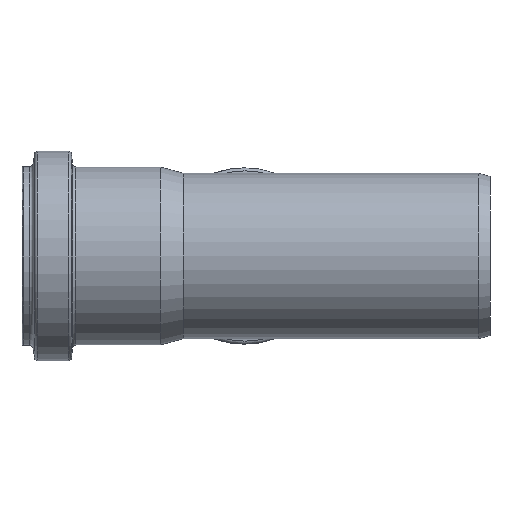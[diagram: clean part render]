
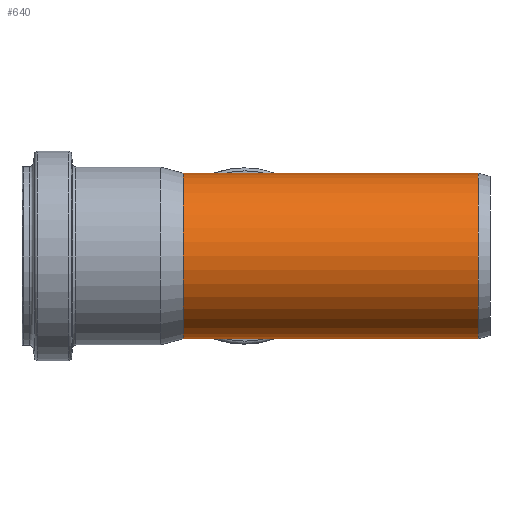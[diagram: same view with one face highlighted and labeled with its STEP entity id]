
A CAD part, left-side view. The second image highlights one B-rep face of the part: STEP entity #640.
In plain terms, the highlighted cylindrical face has radius 25.1 mm (diameter 50.2 mm), a full revolution.
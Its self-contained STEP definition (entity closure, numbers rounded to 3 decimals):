
#68=FACE_BOUND('',#243,.T.);
#118=CYLINDRICAL_SURFACE('',#729,25.1);
#157=FACE_OUTER_BOUND('',#242,.T.);
#242=EDGE_LOOP('',(#552,#553,#554));
#243=EDGE_LOOP('',(#555));
#299=CIRCLE('',#673,25.1);
#328=CIRCLE('',#730,25.1);
#354=B_SPLINE_CURVE_WITH_KNOTS('',3,(#1181,#1182,#1183,#1184,#1185,#1186,
#1187,#1188,#1189,#1190,#1191,#1192,#1193,#1194,#1195,#1196,#1197,#1198,
#1199,#1200,#1201,#1202,#1203,#1204,#1205,#1206,#1207,#1208,#1209,#1210,
#1211,#1212,#1213,#1214,#1215,#1216,#1217,#1218,#1219,#1220,#1221,#1222,
#1223,#1224,#1225,#1226,#1227,#1228,#1229,#1230,#1231,#1232),
 .UNSPECIFIED.,.F.,.F.,(4,3,3,3,3,3,3,3,3,3,3,3,3,3,3,3,3,4),(-9.245,
-8.636,-8.019,-7.403,-6.786,
-6.477,-6.169,-5.86,-5.552,
-4.935,-4.318,-3.701,-3.084,
-2.468,-1.851,-0.925,-0.463,
0.),.UNSPECIFIED.);
#358=B_SPLINE_CURVE_WITH_KNOTS('',3,(#1305,#1306,#1307,#1308,#1309,#1310,
#1311,#1312,#1313,#1314,#1315),.UNSPECIFIED.,.F.,.F.,(4,3,1,1,1,1,4),(-12.954,
-12.954,-12.492,-12.029,-11.104,
-10.487,-10.084),.UNSPECIFIED.);
#360=VERTEX_POINT('',#1138);
#361=VERTEX_POINT('',#1139);
#362=VERTEX_POINT('',#1180);
#395=VERTEX_POINT('',#1471);
#421=EDGE_CURVE('',#360,#362,#354,.T.);
#426=EDGE_CURVE('',#362,#361,#358,.T.);
#428=EDGE_CURVE('',#360,#361,#299,.T.);
#458=EDGE_CURVE('',#395,#395,#328,.T.);
#552=ORIENTED_EDGE('',*,*,#421,.F.);
#553=ORIENTED_EDGE('',*,*,#428,.T.);
#554=ORIENTED_EDGE('',*,*,#426,.F.);
#555=ORIENTED_EDGE('',*,*,#458,.F.);
#640=ADVANCED_FACE('',(#157,#68),#118,.T.);
#673=AXIS2_PLACEMENT_3D('',#1319,#791,#792);
#729=AXIS2_PLACEMENT_3D('',#1470,#903,#904);
#730=AXIS2_PLACEMENT_3D('',#1472,#905,#906);
#791=DIRECTION('center_axis',(0.,-1.,0.));
#792=DIRECTION('ref_axis',(1.,0.,0.));
#903=DIRECTION('center_axis',(0.,-1.,0.));
#904=DIRECTION('ref_axis',(1.,0.,0.));
#905=DIRECTION('center_axis',(0.,-1.,0.));
#906=DIRECTION('ref_axis',(1.,0.,0.));
#1138=CARTESIAN_POINT('',(24.731,0.537,4.295));
#1139=CARTESIAN_POINT('',(24.73,0.536,-4.293));
#1180=CARTESIAN_POINT('',(14.969,-20.251,-20.147));
#1181=CARTESIAN_POINT('Ctrl Pts',(24.731,0.537,4.295));
#1182=CARTESIAN_POINT('Ctrl Pts',(24.381,0.073,6.316));
#1183=CARTESIAN_POINT('Ctrl Pts',(23.789,-0.717,8.217));
#1184=CARTESIAN_POINT('Ctrl Pts',(23.057,-1.732,9.92));
#1185=CARTESIAN_POINT('Ctrl Pts',(22.314,-2.762,11.646));
#1186=CARTESIAN_POINT('Ctrl Pts',(21.428,-4.023,13.169));
#1187=CARTESIAN_POINT('Ctrl Pts',(20.5,-5.45,14.483));
#1188=CARTESIAN_POINT('Ctrl Pts',(19.572,-6.877,15.796));
#1189=CARTESIAN_POINT('Ctrl Pts',(18.603,-8.47,16.9));
#1190=CARTESIAN_POINT('Ctrl Pts',(17.705,-10.223,17.792));
#1191=CARTESIAN_POINT('Ctrl Pts',(16.808,-11.977,18.684));
#1192=CARTESIAN_POINT('Ctrl Pts',(15.982,-13.893,19.364));
#1193=CARTESIAN_POINT('Ctrl Pts',(15.475,-15.965,19.762));
#1194=CARTESIAN_POINT('Ctrl Pts',(15.221,-17.001,19.961));
#1195=CARTESIAN_POINT('Ctrl Pts',(15.047,-18.076,20.089));
#1196=CARTESIAN_POINT('Ctrl Pts',(14.99,-19.16,20.132));
#1197=CARTESIAN_POINT('Ctrl Pts',(14.932,-20.245,20.175));
#1198=CARTESIAN_POINT('Ctrl Pts',(14.991,-21.339,20.133));
#1199=CARTESIAN_POINT('Ctrl Pts',(15.154,-22.406,20.009));
#1200=CARTESIAN_POINT('Ctrl Pts',(15.318,-23.472,19.884));
#1201=CARTESIAN_POINT('Ctrl Pts',(15.588,-24.511,19.678));
#1202=CARTESIAN_POINT('Ctrl Pts',(15.925,-25.503,19.402));
#1203=CARTESIAN_POINT('Ctrl Pts',(16.261,-26.496,19.125));
#1204=CARTESIAN_POINT('Ctrl Pts',(16.666,-27.442,18.779));
#1205=CARTESIAN_POINT('Ctrl Pts',(17.102,-28.344,18.373));
#1206=CARTESIAN_POINT('Ctrl Pts',(17.973,-30.147,17.561));
#1207=CARTESIAN_POINT('Ctrl Pts',(18.97,-31.77,16.512));
#1208=CARTESIAN_POINT('Ctrl Pts',(19.937,-33.22,15.248));
#1209=CARTESIAN_POINT('Ctrl Pts',(20.904,-34.669,13.985));
#1210=CARTESIAN_POINT('Ctrl Pts',(21.842,-35.945,12.508));
#1211=CARTESIAN_POINT('Ctrl Pts',(22.645,-37.002,10.827));
#1212=CARTESIAN_POINT('Ctrl Pts',(23.448,-38.059,9.145));
#1213=CARTESIAN_POINT('Ctrl Pts',(24.118,-38.898,7.26));
#1214=CARTESIAN_POINT('Ctrl Pts',(24.548,-39.432,5.239));
#1215=CARTESIAN_POINT('Ctrl Pts',(24.978,-39.967,3.218));
#1216=CARTESIAN_POINT('Ctrl Pts',(25.169,-40.198,1.062));
#1217=CARTESIAN_POINT('Ctrl Pts',(25.079,-40.088,-1.063));
#1218=CARTESIAN_POINT('Ctrl Pts',(24.989,-39.978,-3.189));
#1219=CARTESIAN_POINT('Ctrl Pts',(24.618,-39.527,-5.284));
#1220=CARTESIAN_POINT('Ctrl Pts',(24.043,-38.801,-7.21));
#1221=CARTESIAN_POINT('Ctrl Pts',(23.467,-38.074,-9.135));
#1222=CARTESIAN_POINT('Ctrl Pts',(22.686,-37.071,-10.89));
#1223=CARTESIAN_POINT('Ctrl Pts',(21.803,-35.874,-12.437));
#1224=CARTESIAN_POINT('Ctrl Pts',(20.477,-34.079,-14.756));
#1225=CARTESIAN_POINT('Ctrl Pts',(18.92,-31.846,-16.606));
#1226=CARTESIAN_POINT('Ctrl Pts',(17.552,-29.232,-17.944));
#1227=CARTESIAN_POINT('Ctrl Pts',(16.868,-27.924,-18.613));
#1228=CARTESIAN_POINT('Ctrl Pts',(16.231,-26.522,-19.154));
#1229=CARTESIAN_POINT('Ctrl Pts',(15.763,-25.01,-19.533));
#1230=CARTESIAN_POINT('Ctrl Pts',(15.295,-23.498,-19.912));
#1231=CARTESIAN_POINT('Ctrl Pts',(14.995,-21.878,-20.128));
#1232=CARTESIAN_POINT('Ctrl Pts',(14.969,-20.251,-20.148));
#1305=CARTESIAN_POINT('Ctrl Pts',(14.969,-20.251,-20.148));
#1306=CARTESIAN_POINT('Ctrl Pts',(14.969,-20.251,-20.148));
#1307=CARTESIAN_POINT('Ctrl Pts',(14.969,-20.251,-20.148));
#1308=CARTESIAN_POINT('Ctrl Pts',(14.969,-20.251,-20.148));
#1309=CARTESIAN_POINT('Ctrl Pts',(14.942,-18.624,-20.168));
#1310=CARTESIAN_POINT('Ctrl Pts',(15.434,-15.355,-19.815));
#1311=CARTESIAN_POINT('Ctrl Pts',(17.801,-9.591,-17.852));
#1312=CARTESIAN_POINT('Ctrl Pts',(21.082,-4.47,-14.14));
#1313=CARTESIAN_POINT('Ctrl Pts',(23.643,-0.911,-8.902));
#1314=CARTESIAN_POINT('Ctrl Pts',(24.496,0.227,-5.632));
#1315=CARTESIAN_POINT('Ctrl Pts',(24.73,0.536,-4.293));
#1319=CARTESIAN_POINT('Origin',(0.,0.536,
0.));
#1470=CARTESIAN_POINT('Origin',(0.,0.268,
0.));
#1471=CARTESIAN_POINT('',(25.1,-88.963,0.));
#1472=CARTESIAN_POINT('Origin',(0.,-88.963,0.));
